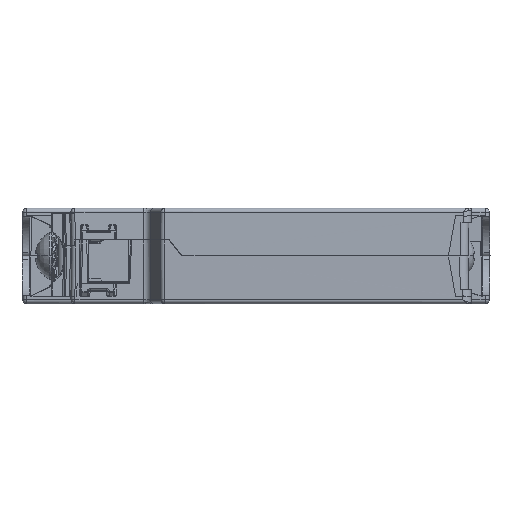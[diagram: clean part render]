
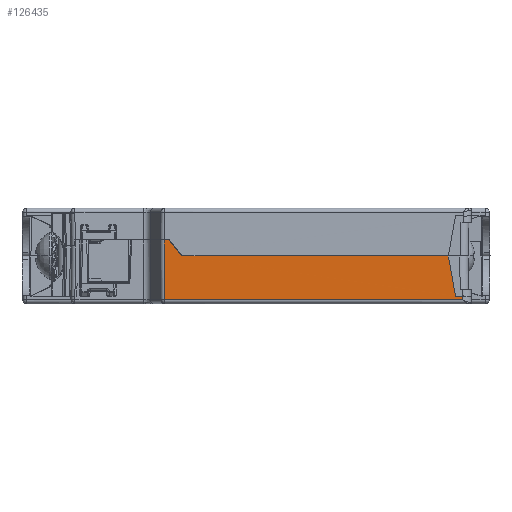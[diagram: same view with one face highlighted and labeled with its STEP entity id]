
A CAD part, front view. The second image highlights one B-rep face of the part: STEP entity #126435.
In plain terms, the highlighted planar face has unit normal (0, -1, -0.013).
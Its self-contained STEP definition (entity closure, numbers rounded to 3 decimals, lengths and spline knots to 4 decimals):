
#504=DIRECTION('',(-1.,0.,0.));
#505=VECTOR('',#504,0.0344);
#506=CARTESIAN_POINT('',(-1.13,-1.5066,0.125));
#507=LINE('',#506,#505);
#19353=DIRECTION('',(-1.,0.,0.));
#19354=VECTOR('',#19353,0.005);
#19355=CARTESIAN_POINT('',(-1.025,-1.505,0.));
#19356=LINE('',#19355,#19354);
#27584=DIRECTION('',(1.,0.,0.));
#27585=VECTOR('',#27584,2.075);
#27586=CARTESIAN_POINT('',(-1.025,-1.505,0.));
#27587=LINE('',#27586,#27585);
#27588=DIRECTION('',(-0.018,0.015,-1.));
#27589=VECTOR('',#27588,0.0264);
#27590=CARTESIAN_POINT('',(1.163,-1.5009,
-0.315));
#27591=LINE('',#27590,#27589);
#27592=DIRECTION('',(-1.,0.,0.));
#27593=VECTOR('',#27592,2.3231);
#27594=CARTESIAN_POINT('',(1.1625,-1.5005,
-0.3414));
#27595=LINE('',#27594,#27593);
#27596=DIRECTION('',(-0.008,-0.013,1.));
#27597=VECTOR('',#27596,0.4665);
#27598=CARTESIAN_POINT('',(-1.1605,-1.5005,
-0.3414));
#27599=LINE('',#27598,#27597);
#27600=DIRECTION('',(-0.625,-0.01,0.781));
#27601=VECTOR('',#27600,0.1601);
#27602=CARTESIAN_POINT('',(-1.03,-1.505,0.));
#27603=LINE('',#27602,#27601);
#27750=CARTESIAN_POINT('',(1.163,-1.5009,
-0.315));
#28877=DIRECTION('',(1.,0.,0.));
#28878=VECTOR('',#28877,0.0575);
#28879=CARTESIAN_POINT('',(1.1055,-1.5009,
-0.315));
#28880=LINE('',#28879,#28878);
#28881=CARTESIAN_POINT('',(1.1048,-1.5009,
-0.311));
#28882=CARTESIAN_POINT('',(1.1049,-1.5009,
-0.3114));
#28883=CARTESIAN_POINT('',(1.1051,-1.5009,
-0.3123));
#28884=CARTESIAN_POINT('',(1.1053,-1.501,
-0.3136));
#28885=CARTESIAN_POINT('',(1.1055,-1.5009,
-0.3145));
#28886=CARTESIAN_POINT('',(1.1055,-1.5009,
-0.315));
#28928=DIRECTION('',(0.174,0.013,-0.985));
#28929=VECTOR('',#28928,0.3158);
#28930=CARTESIAN_POINT('',(1.05,-1.505,0.));
#28931=LINE('',#28930,#28929);
#78801=CARTESIAN_POINT('',(-1.03,-1.505,0.));
#78802=CARTESIAN_POINT('',(-1.13,-1.5066,0.125));
#78803=VERTEX_POINT('',#78801);
#78804=VERTEX_POINT('',#78802);
#81253=CARTESIAN_POINT('',(1.1625,-1.5005,
-0.3414));
#81254=CARTESIAN_POINT('',(-1.1605,-1.5005,
-0.3414));
#81255=VERTEX_POINT('',#81253);
#81256=VERTEX_POINT('',#81254);
#81289=VERTEX_POINT('',#27750);
#81727=VERTEX_POINT('',#28881);
#81728=VERTEX_POINT('',#28886);
#81735=CARTESIAN_POINT('',(-1.1644,-1.5066,0.125));
#81736=VERTEX_POINT('',#81735);
#86987=CARTESIAN_POINT('',(-1.025,-1.505,0.));
#86989=VERTEX_POINT('',#86987);
#87098=CARTESIAN_POINT('',(1.05,-1.505,0.));
#87099=VERTEX_POINT('',#87098);
#126413=CARTESIAN_POINT('',(1.695,-1.505,0.));
#126414=DIRECTION('',(0.,1.,0.013));
#126415=DIRECTION('',(-1.,0.,0.));
#126416=AXIS2_PLACEMENT_3D('',#126413,#126414,#126415);
#126417=PLANE('',#126416);
#126419=ORIENTED_EDGE('',*,*,#126418,.T.);
#126421=ORIENTED_EDGE('',*,*,#126420,.T.);
#126423=ORIENTED_EDGE('',*,*,#126422,.T.);
#126425=ORIENTED_EDGE('',*,*,#126424,.T.);
#126427=ORIENTED_EDGE('',*,*,#126426,.T.);
#126428=ORIENTED_EDGE('',*,*,#96304,.T.);
#126429=ORIENTED_EDGE('',*,*,#126408,.T.);
#126430=ORIENTED_EDGE('',*,*,#89029,.F.);
#126431=ORIENTED_EDGE('',*,*,#113604,.F.);
#126432=ORIENTED_EDGE('',*,*,#112728,.F.);
#126433=EDGE_LOOP('',(#126419,#126421,#126423,#126425,#126427,#126428,#126429,
#126430,#126431,#126432));
#126434=FACE_OUTER_BOUND('',#126433,.F.);
#28887=B_SPLINE_CURVE_WITH_KNOTS('',3,(#28881,#28882,#28883,#28884,#28885,
#28886),.UNSPECIFIED.,.F.,.F.,(4,1,1,4),(0.,0.3333,
0.6667,1.),.UNSPECIFIED.);
#89029=EDGE_CURVE('',#78804,#81736,#507,.T.);
#96304=EDGE_CURVE('',#81255,#81256,#27595,.T.);
#112728=EDGE_CURVE('',#86989,#78803,#19356,.T.);
#113604=EDGE_CURVE('',#78803,#78804,#27603,.T.);
#126408=EDGE_CURVE('',#81256,#81736,#27599,.T.);
#126418=EDGE_CURVE('',#86989,#87099,#27587,.T.);
#126420=EDGE_CURVE('',#87099,#81727,#28931,.T.);
#126422=EDGE_CURVE('',#81727,#81728,#28887,.T.);
#126424=EDGE_CURVE('',#81728,#81289,#28880,.T.);
#126426=EDGE_CURVE('',#81289,#81255,#27591,.T.);
#126435=ADVANCED_FACE('',(#126434),#126417,.F.);
